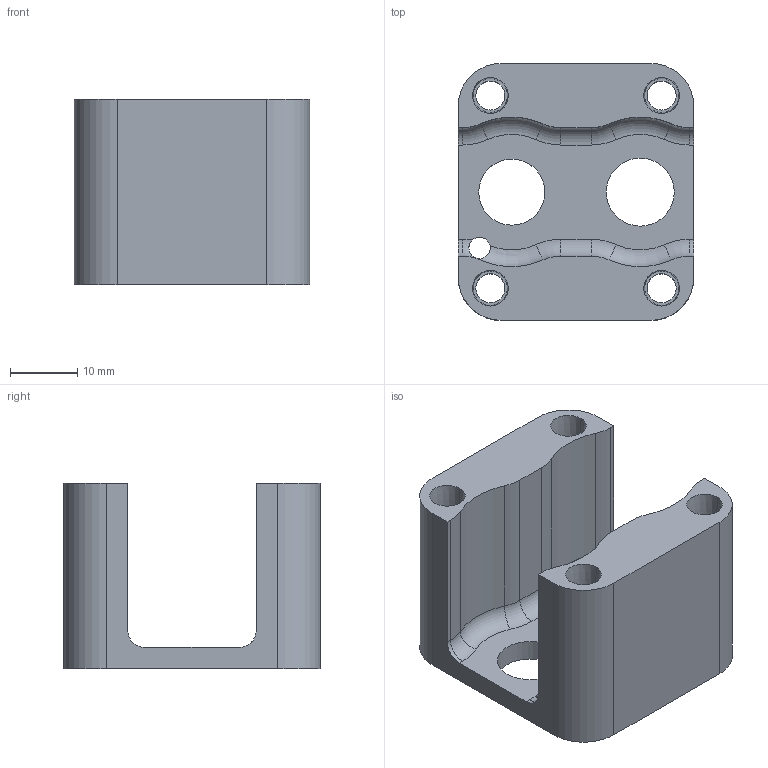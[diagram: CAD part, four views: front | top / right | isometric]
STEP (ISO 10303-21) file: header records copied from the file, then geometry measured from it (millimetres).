
FILE_DESCRIPTION (( 'STEP AP214' ), '1' );
FILE_NAME ('Bleed Air Mechanism Mount.STEP', '2021-07-09T22:21:34', ( '' ), ( '' ), 'SwSTEP 2.0', 'SolidWorks 2019', '' );
FILE_SCHEMA (( 'AUTOMOTIVE_DESIGN' ));
Length unit declared in the file: inch
Products named in the file (1): Bleed Air Mechanism Mount
Bounding box: 34.92 x 38.1 x 27.55 mm (x, y, z)
Volume: 16103.9 mm3; surface area: 8383.6 mm2
Topology: 1 solids, 1 shells, 77 faces, 197 edges, 126 vertices
Faces by surface type: cylinder 36, plane 19, torus 12, cone 10
Entity records: 2478 total; most frequent: DIRECTION 460, CARTESIAN_POINT 445, ORIENTED_EDGE 394, EDGE_CURVE 197, AXIS2_PLACEMENT_3D 189, VERTEX_POINT 126, CIRCLE 111, EDGE_LOOP 95
